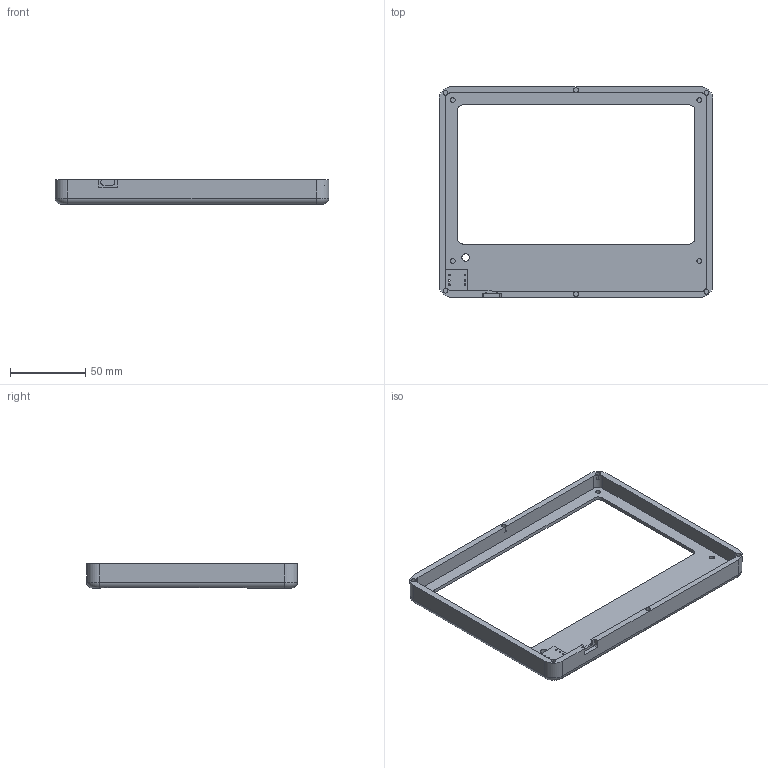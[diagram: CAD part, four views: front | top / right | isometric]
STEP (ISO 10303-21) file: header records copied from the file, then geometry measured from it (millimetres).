
FILE_DESCRIPTION(/* description */ (''),/* implementation_level */ '2;1');
FILE_NAME(/* name */ 'peacock-pro-micro-housing.step',/* time_stamp */ '2024-04-01T13:30:08-07:00',/* author */ (''),/* organization */ (''),/* preprocessor_version */ 'ST-DEVELOPER v20',/* originating_system */ 'Autodesk Translation Framework v12.20.1.177',/* authorisation */ '');
FILE_SCHEMA (('AUTOMOTIVE_DESIGN { 1 0 10303 214 3 1 1 }'));
Length unit declared in the file: millimetre
Products named in the file (1): peacock-housing
Bounding box: 182 x 140.24 x 16 mm (x, y, z)
Volume: 77306.1 mm3; surface area: 39242.4 mm2
Topology: 1 solids, 1 shells, 125 faces, 328 edges, 210 vertices
Faces by surface type: plane 63, cylinder 52, cone 4, torus 4, bspline 2
Full cylindrical faces by diameter (mm): 1.2 x6, 3.2 x5, 5 x1
Entity records: 4037 total; most frequent: CARTESIAN_POINT 798, DIRECTION 688, ORIENTED_EDGE 660, EDGE_CURVE 330, AXIS2_PLACEMENT_3D 246, VERTEX_POINT 210, LINE 196, VECTOR 196
